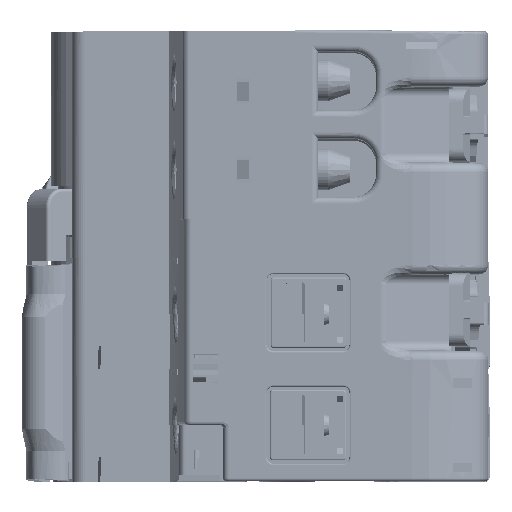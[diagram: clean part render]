
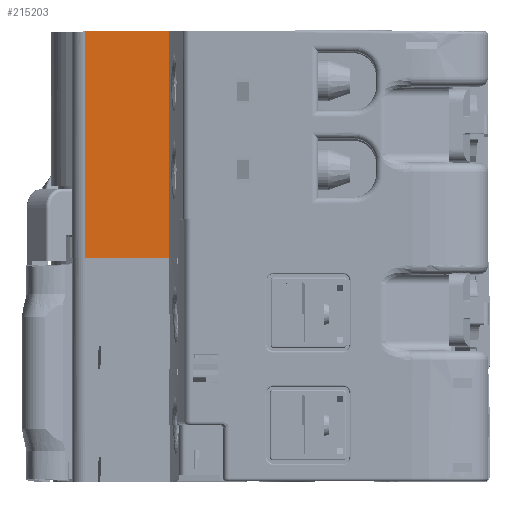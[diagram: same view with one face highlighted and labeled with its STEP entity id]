
A CAD part, top view. The second image highlights one B-rep face of the part: STEP entity #215203.
In plain terms, the highlighted planar face has unit normal (0, 0, 1).
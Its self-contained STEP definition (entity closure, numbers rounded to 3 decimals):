
#15846=DIRECTION('',(1.,0.003,0.));
#15847=VECTOR('',#15846,13.213);
#15848=CARTESIAN_POINT('',(-12.253,70.817,30.));
#15849=LINE('',#15848,#15847);
#38917=DIRECTION('',(1.,0.,0.));
#38918=VECTOR('',#38917,13.213);
#38919=CARTESIAN_POINT('',(-12.253,35.2,30.));
#38920=LINE('',#38919,#38918);
#38936=DIRECTION('',(0.,-1.,0.));
#38937=VECTOR('',#38936,35.656);
#38938=CARTESIAN_POINT('',(0.96,70.856,30.));
#38939=LINE('',#38938,#38937);
#38949=CARTESIAN_POINT('',(-12.253,70.817,30.));
#38957=DIRECTION('',(0.,1.,0.));
#38958=VECTOR('',#38957,35.617);
#38959=CARTESIAN_POINT('',(-12.253,35.2,30.));
#38960=LINE('',#38959,#38958);
#163764=VERTEX_POINT('',#38949);
#164030=CARTESIAN_POINT('',(0.96,70.856,30.));
#164031=VERTEX_POINT('',#164030);
#164627=CARTESIAN_POINT('',(-12.253,35.2,30.));
#164628=CARTESIAN_POINT('',(0.96,35.2,30.));
#164629=VERTEX_POINT('',#164627);
#164630=VERTEX_POINT('',#164628);
#215190=CARTESIAN_POINT('',(-14.253,35.2,30.));
#215191=DIRECTION('',(0.,0.,1.));
#215192=DIRECTION('',(1.,0.,0.));
#215193=AXIS2_PLACEMENT_3D('',#215190,#215191,#215192);
#215194=PLANE('',#215193);
#215195=ORIENTED_EDGE('',*,*,#215178,.F.);
#215197=ORIENTED_EDGE('',*,*,#215196,.T.);
#215198=ORIENTED_EDGE('',*,*,#183889,.T.);
#215200=ORIENTED_EDGE('',*,*,#215199,.T.);
#215201=EDGE_LOOP('',(#215195,#215197,#215198,#215200));
#215202=FACE_OUTER_BOUND('',#215201,.F.);
#215203=ADVANCED_FACE('',(#215202),#215194,.T.);
#183889=EDGE_CURVE('',#163764,#164031,#15849,.T.);
#215178=EDGE_CURVE('',#164629,#164630,#38920,.T.);
#215196=EDGE_CURVE('',#164629,#163764,#38960,.T.);
#215199=EDGE_CURVE('',#164031,#164630,#38939,.T.);
